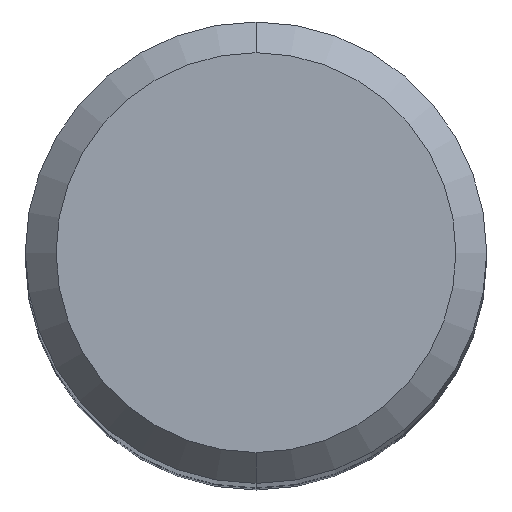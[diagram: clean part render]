
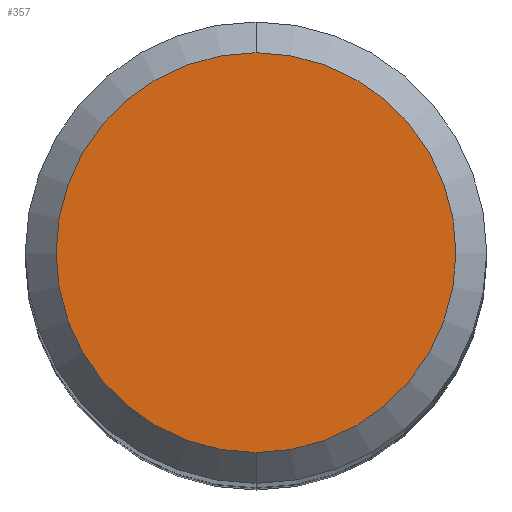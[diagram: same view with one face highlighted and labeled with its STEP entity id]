
A CAD part, top view. The second image highlights one B-rep face of the part: STEP entity #357.
In plain terms, the highlighted planar face has unit normal (0, 0, 1).
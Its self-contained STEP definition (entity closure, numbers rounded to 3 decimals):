
#273=VERTEX_POINT('',#601);
#331=EDGE_CURVE('',#273,#365,#666,.T.);
#357=ADVANCED_FACE('',(#696),#697,.T.);
#365=VERTEX_POINT('',#705);
#473=EDGE_CURVE('',#365,#273,#821,.T.);
#601=CARTESIAN_POINT('',(0.0,2.6,0.0));
#666=CIRCLE('',#1127,2.6);
#696=FACE_OUTER_BOUND('',#1182,.T.);
#697=PLANE('',#1183);
#705=CARTESIAN_POINT('',(0.,-2.6,0.0));
#821=CIRCLE('',#1473,2.6);
#1127=AXIS2_PLACEMENT_3D('',#1694,#1695,#1696);
#1182=EDGE_LOOP('',(#1738,#1739));
#1183=AXIS2_PLACEMENT_3D('',#1740,#1741,#1742);
#1473=AXIS2_PLACEMENT_3D('',#1844,#1845,#1846);
#1694=CARTESIAN_POINT('',(0.0,0.0,0.0));
#1695=DIRECTION('',(0.0,0.0,-1.0));
#1696=DIRECTION('',(0.0,1.0,0.0));
#1738=ORIENTED_EDGE('',*,*,#331,.F.);
#1739=ORIENTED_EDGE('',*,*,#473,.F.);
#1740=CARTESIAN_POINT('',(0.0,1.3,0.0));
#1741=DIRECTION('',(-0.0,0.0,1.0));
#1742=DIRECTION('',(0.0,-1.0,0.0));
#1844=CARTESIAN_POINT('',(0.0,0.0,0.0));
#1845=DIRECTION('',(0.0,0.0,-1.0));
#1846=DIRECTION('',(0.0,1.0,0.0));
